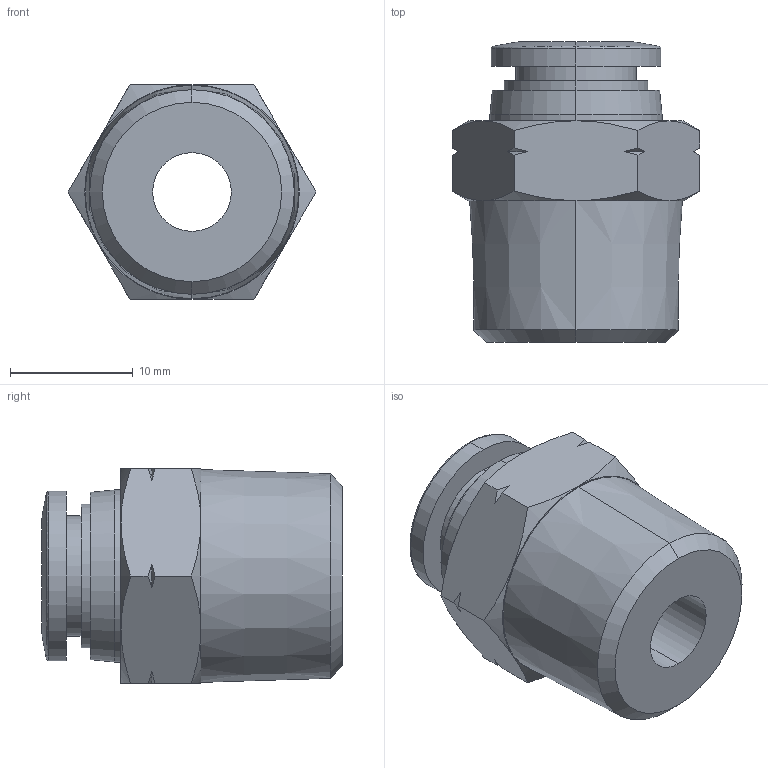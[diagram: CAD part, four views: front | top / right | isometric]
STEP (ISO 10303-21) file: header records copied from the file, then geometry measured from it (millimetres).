
FILE_DESCRIPTION (( 'STEP AP203' ), '1' );
FILE_NAME ('MS516-38N.step', '2016-02-15T20:01:39', ( '' ), ( '' ), 'SwSTEP 2.0', 'SolidWorks 2015', '' );
FILE_SCHEMA (( 'CONFIG_CONTROL_DESIGN' ));
Length unit declared in the file: inch
Products named in the file (1): MS516-38N
Bounding box: 20.16 x 24.45 x 17.46 mm (x, y, z)
Volume: 3904.6 mm3; surface area: 2374.5 mm2
Topology: 1 solids, 1 shells, 63 faces, 142 edges, 86 vertices
Faces by surface type: cone 34, plane 13, cylinder 12, bspline 4
Entity records: 1971 total; most frequent: CARTESIAN_POINT 544, ORIENTED_EDGE 284, DIRECTION 274, EDGE_CURVE 142, AXIS2_PLACEMENT_3D 120, VERTEX_POINT 86, EDGE_LOOP 70, ADVANCED_FACE 63
